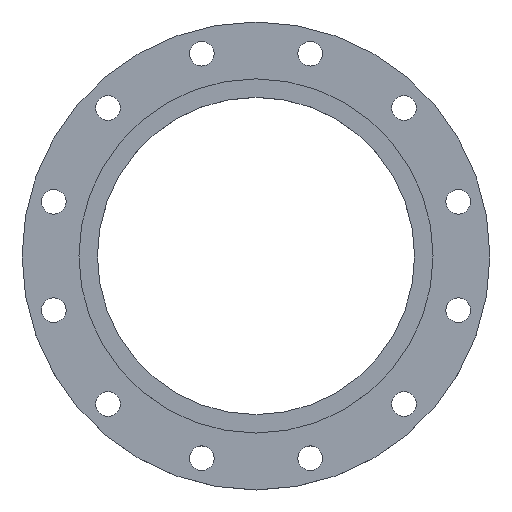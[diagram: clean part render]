
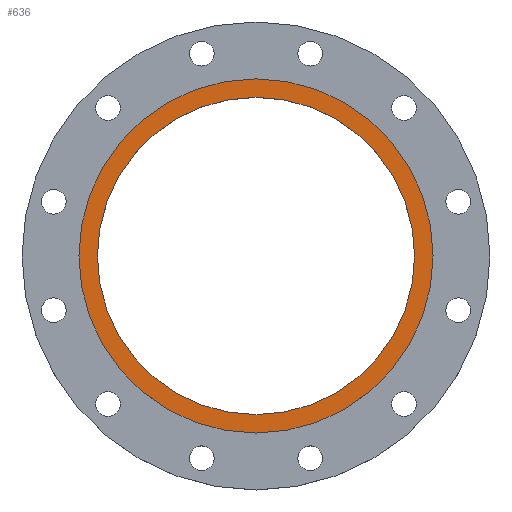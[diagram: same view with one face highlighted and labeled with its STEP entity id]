
A CAD part, top view. The second image highlights one B-rep face of the part: STEP entity #636.
In plain terms, the highlighted planar face has unit normal (0, 0, 1).
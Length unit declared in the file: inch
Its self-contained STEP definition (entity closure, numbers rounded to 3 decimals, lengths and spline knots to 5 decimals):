
#38 = PLANE ( 'NONE',  #1067 ) ;
#77 = CIRCLE ( 'NONE', #1146, 6.44 ) ;
#177 = AXIS2_PLACEMENT_3D ( 'NONE', #536, #1161, #436 ) ;
#230 = CARTESIAN_POINT ( 'NONE',  ( 0., 0., 0. ) ) ;
#231 = VERTEX_POINT ( 'NONE', #284 ) ;
#284 = CARTESIAN_POINT ( 'NONE',  ( 6.44, 0., 0. ) ) ;
#309 = DIRECTION ( 'NONE',  ( 1., 0., 0. ) ) ;
#374 = DIRECTION ( 'NONE',  ( 1., 0., 0. ) ) ;
#433 = EDGE_LOOP ( 'NONE', ( #953, #928 ) ) ;
#436 = DIRECTION ( 'NONE',  ( 1., 0., 0. ) ) ;
#441 = VERTEX_POINT ( 'NONE', #483 ) ;
#446 = ORIENTED_EDGE ( 'NONE', *, *, #788, .T. ) ;
#483 = CARTESIAN_POINT ( 'NONE',  ( -7.19, 0., 0. ) ) ;
#497 = DIRECTION ( 'NONE',  ( 1., 0., 0. ) ) ;
#536 = CARTESIAN_POINT ( 'NONE',  ( 0., 0., 0. ) ) ;
#563 = CARTESIAN_POINT ( 'NONE',  ( 0., 0., 0. ) ) ;
#592 = CIRCLE ( 'NONE', #762, 7.19 ) ;
#636 = ADVANCED_FACE ( 'NONE', ( #806, #915 ), #38, .T. ) ;
#733 = CARTESIAN_POINT ( 'NONE',  ( -6.44, 0., 0. ) ) ;
#762 = AXIS2_PLACEMENT_3D ( 'NONE', #1212, #1122, #497 ) ;
#788 = EDGE_CURVE ( 'NONE', #920, #441, #1044, .T. ) ;
#806 = FACE_BOUND ( 'NONE', #433, .T. ) ;
#839 = DIRECTION ( 'NONE',  ( 0., 0., 1. ) ) ;
#848 = DIRECTION ( 'NONE',  ( 1., 0., 0. ) ) ;
#915 = FACE_OUTER_BOUND ( 'NONE', #1204, .T. ) ;
#920 = VERTEX_POINT ( 'NONE', #1097 ) ;
#928 = ORIENTED_EDGE ( 'NONE', *, *, #1266, .F. ) ;
#953 = ORIENTED_EDGE ( 'NONE', *, *, #1135, .F. ) ;
#986 = EDGE_CURVE ( 'NONE', #441, #920, #592, .T. ) ;
#1009 = CARTESIAN_POINT ( 'NONE',  ( 0., 0., 0. ) ) ;
#1044 = CIRCLE ( 'NONE', #177, 7.19 ) ;
#1056 = VERTEX_POINT ( 'NONE', #733 ) ;
#1067 = AXIS2_PLACEMENT_3D ( 'NONE', #1009, #1123, #309 ) ;
#1086 = AXIS2_PLACEMENT_3D ( 'NONE', #230, #839, #848 ) ;
#1094 = DIRECTION ( 'NONE',  ( 0., 0., 1. ) ) ;
#1097 = CARTESIAN_POINT ( 'NONE',  ( 7.19, 0., 0. ) ) ;
#1122 = DIRECTION ( 'NONE',  ( 0., 0., 1. ) ) ;
#1123 = DIRECTION ( 'NONE',  ( 0., 0., 1. ) ) ;
#1135 = EDGE_CURVE ( 'NONE', #231, #1056, #1190, .T. ) ;
#1146 = AXIS2_PLACEMENT_3D ( 'NONE', #563, #1094, #374 ) ;
#1161 = DIRECTION ( 'NONE',  ( 0., 0., 1. ) ) ;
#1190 = CIRCLE ( 'NONE', #1086, 6.44 ) ;
#1201 = ORIENTED_EDGE ( 'NONE', *, *, #986, .T. ) ;
#1204 = EDGE_LOOP ( 'NONE', ( #446, #1201 ) ) ;
#1212 = CARTESIAN_POINT ( 'NONE',  ( 0., 0., 0. ) ) ;
#1266 = EDGE_CURVE ( 'NONE', #1056, #231, #77, .T. ) ;
